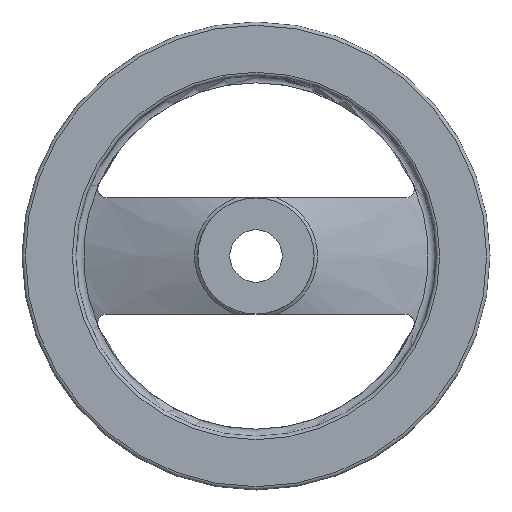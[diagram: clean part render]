
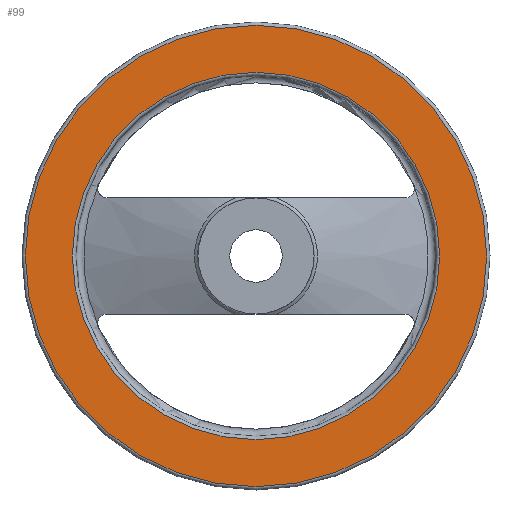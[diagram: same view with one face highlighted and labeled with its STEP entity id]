
A CAD part, left-side view. The second image highlights one B-rep face of the part: STEP entity #99.
In plain terms, the highlighted planar face has unit normal (-1, 0, 0).
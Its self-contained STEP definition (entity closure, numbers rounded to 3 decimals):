
#99 = ADVANCED_FACE( '', ( #209, #210 ), #211, .F. );
#209 = FACE_OUTER_BOUND( '', #318, .T. );
#210 = FACE_BOUND( '', #319, .T. );
#211 = PLANE( '', #320 );
#318 = EDGE_LOOP( '', ( #528 ) );
#319 = EDGE_LOOP( '', ( #529 ) );
#320 = AXIS2_PLACEMENT_3D( '', #530, #531, #532 );
#528 = ORIENTED_EDGE( '', *, *, #664, .F. );
#529 = ORIENTED_EDGE( '', *, *, #606, .T. );
#530 = CARTESIAN_POINT( '', ( 17.1, 49.056, 0. ) );
#531 = DIRECTION( '', ( 1., 0., 0. ) );
#532 = DIRECTION( '', ( 0., 0., -1. ) );
#606 = EDGE_CURVE( '', #717, #717, #718, .T. );
#664 = EDGE_CURVE( '', #800, #800, #801, .T. );
#717 = VERTEX_POINT( '', #991 );
#718 = CIRCLE( '', #992, 49.056 );
#800 = VERTEX_POINT( '', #1247 );
#801 = CIRCLE( '', #1248, 61.6 );
#991 = CARTESIAN_POINT( '', ( 17.1, 0., -49.056 ) );
#992 = AXIS2_PLACEMENT_3D( '', #1294, #1295, #1296 );
#1247 = CARTESIAN_POINT( '', ( 17.1, 0., -61.6 ) );
#1248 = AXIS2_PLACEMENT_3D( '', #1360, #1361, #1362 );
#1294 = CARTESIAN_POINT( '', ( 17.1, 0., 0. ) );
#1295 = DIRECTION( '', ( 1., 0., 0. ) );
#1296 = DIRECTION( '', ( 0., 0., -1. ) );
#1360 = CARTESIAN_POINT( '', ( 17.1, 0., 0. ) );
#1361 = DIRECTION( '', ( 1., 0., 0. ) );
#1362 = DIRECTION( '', ( 0., 0., -1. ) );
